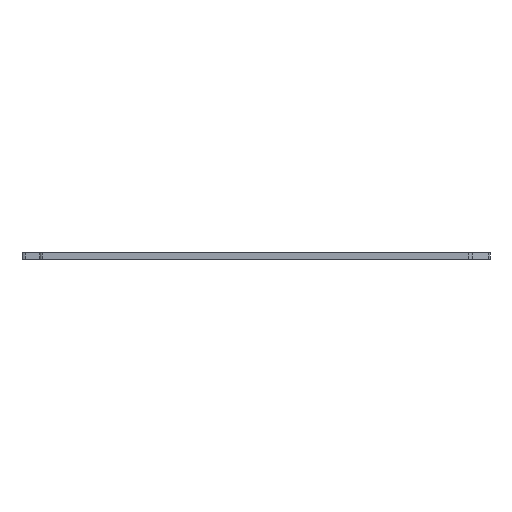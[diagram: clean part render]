
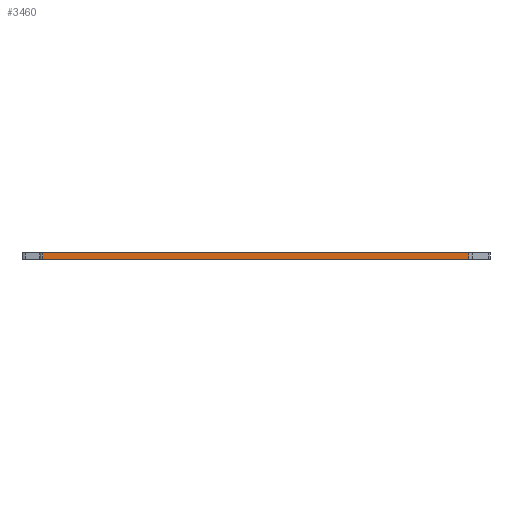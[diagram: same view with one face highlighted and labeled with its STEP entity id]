
A CAD part, left-side view. The second image highlights one B-rep face of the part: STEP entity #3460.
In plain terms, the highlighted planar face has unit normal (-1, 0, 0).
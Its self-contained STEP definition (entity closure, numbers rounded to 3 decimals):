
#215=PLANE('',#3604);
#362=FACE_OUTER_BOUND('',#524,.T.);
#524=EDGE_LOOP('',(#2827,#2828,#2829,#2830));
#974=LINE('',#6543,#1356);
#975=LINE('',#6546,#1357);
#976=LINE('',#6548,#1358);
#977=LINE('',#6549,#1359);
#1356=VECTOR('',#4121,10.);
#1357=VECTOR('',#4124,10.);
#1358=VECTOR('',#4125,10.);
#1359=VECTOR('',#4126,10.);
#1777=VERTEX_POINT('',#6533);
#1778=VERTEX_POINT('',#6538);
#1779=VERTEX_POINT('',#6545);
#1780=VERTEX_POINT('',#6547);
#2222=EDGE_CURVE('',#1777,#1778,#974,.T.);
#2223=EDGE_CURVE('',#1779,#1777,#975,.T.);
#2224=EDGE_CURVE('',#1780,#1778,#976,.T.);
#2225=EDGE_CURVE('',#1779,#1780,#977,.T.);
#2827=ORIENTED_EDGE('',*,*,#2223,.T.);
#2828=ORIENTED_EDGE('',*,*,#2222,.T.);
#2829=ORIENTED_EDGE('',*,*,#2224,.F.);
#2830=ORIENTED_EDGE('',*,*,#2225,.F.);
#3460=ADVANCED_FACE('',(#362),#215,.T.);
#3604=AXIS2_PLACEMENT_3D('',#6544,#4122,#4123);
#4121=DIRECTION('',(0.,0.,1.));
#4122=DIRECTION('center_axis',(-1.,0.,0.));
#4123=DIRECTION('ref_axis',(0.,-1.,0.));
#4124=DIRECTION('',(0.,-1.,0.));
#4125=DIRECTION('',(0.,-1.,0.));
#4126=DIRECTION('',(0.,0.,1.));
#6533=CARTESIAN_POINT('',(0.049,4.76,0.));
#6538=CARTESIAN_POINT('',(0.049,4.76,1.5));
#6543=CARTESIAN_POINT('',(0.049,4.76,0.));
#6544=CARTESIAN_POINT('Origin',(0.049,100.203,0.));
#6545=CARTESIAN_POINT('',(0.049,100.203,0.));
#6546=CARTESIAN_POINT('',(0.049,100.203,0.));
#6547=CARTESIAN_POINT('',(0.049,100.203,1.5));
#6548=CARTESIAN_POINT('',(0.049,100.203,1.5));
#6549=CARTESIAN_POINT('',(0.049,100.203,0.));
